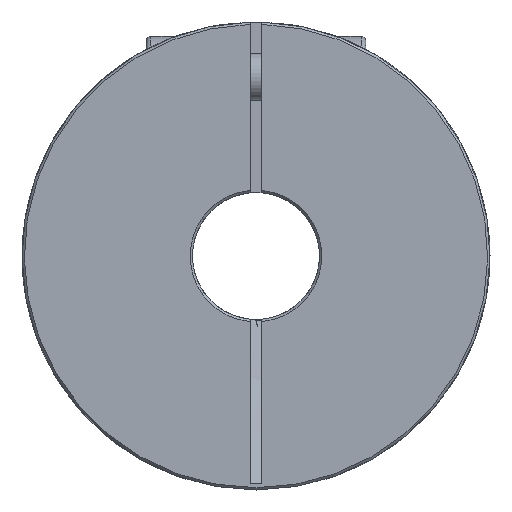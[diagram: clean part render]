
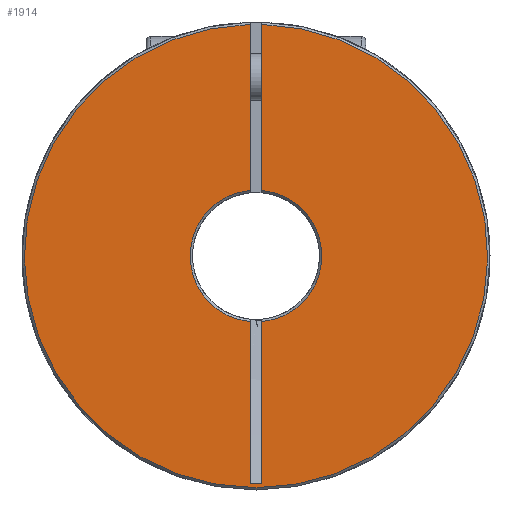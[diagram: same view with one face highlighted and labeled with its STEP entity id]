
A CAD part, left-side view. The second image highlights one B-rep face of the part: STEP entity #1914.
In plain terms, the highlighted planar face has unit normal (-1, 0, 0).
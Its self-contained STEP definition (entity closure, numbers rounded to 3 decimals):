
#124=LINE('',#3097,#204);
#127=LINE('',#3108,#207);
#130=LINE('',#3135,#210);
#135=LINE('',#3157,#215);
#136=LINE('',#3165,#216);
#204=VECTOR('',#2394,1000.);
#207=VECTOR('',#2399,1000.);
#210=VECTOR('',#2408,1000.);
#215=VECTOR('',#2417,1000.);
#216=VECTOR('',#2420,1000.);
#361=ORIENTED_EDGE('',*,*,#818,.T.);
#362=ORIENTED_EDGE('',*,*,#773,.F.);
#363=ORIENTED_EDGE('',*,*,#781,.F.);
#364=ORIENTED_EDGE('',*,*,#791,.T.);
#365=ORIENTED_EDGE('',*,*,#819,.T.);
#366=ORIENTED_EDGE('',*,*,#789,.T.);
#367=ORIENTED_EDGE('',*,*,#820,.F.);
#368=ORIENTED_EDGE('',*,*,#769,.F.);
#769=EDGE_CURVE('',#1002,#1003,#124,.T.);
#773=EDGE_CURVE('',#1006,#1007,#127,.T.);
#781=EDGE_CURVE('',#1014,#1006,#130,.T.);
#789=EDGE_CURVE('',#1017,#1021,#135,.T.);
#791=EDGE_CURVE('',#1014,#1022,#136,.T.);
#818=EDGE_CURVE('',#1002,#1007,#1184,.T.);
#819=EDGE_CURVE('',#1022,#1017,#1185,.T.);
#820=EDGE_CURVE('',#1003,#1021,#1186,.T.);
#1002=VERTEX_POINT('',#3096);
#1003=VERTEX_POINT('',#3098);
#1006=VERTEX_POINT('',#3109);
#1007=VERTEX_POINT('',#3110);
#1014=VERTEX_POINT('',#3134);
#1017=VERTEX_POINT('',#3145);
#1021=VERTEX_POINT('',#3156);
#1022=VERTEX_POINT('',#3163);
#1184=CIRCLE('',#2102,5.7);
#1185=CIRCLE('',#2103,5.7);
#1186=CIRCLE('',#2104,20.05);
#1327=EDGE_LOOP('',(#361,#362,#363,#364,#365,#366,#367,#368));
#1584=FACE_BOUND('',#1327,.T.);
#1822=PLANE('',#2101);
#1914=ADVANCED_FACE('',(#1584),#1822,.F.);
#2101=AXIS2_PLACEMENT_3D('',#3300,#2468,#2469);
#2102=AXIS2_PLACEMENT_3D('',#3301,#2470,#2471);
#2103=AXIS2_PLACEMENT_3D('',#3302,#2472,#2473);
#2104=AXIS2_PLACEMENT_3D('',#3303,#2474,#2475);
#2394=DIRECTION('',(0.,0.,1.));
#2399=DIRECTION('',(0.,0.,1.));
#2408=DIRECTION('',(0.,-1.,0.));
#2417=DIRECTION('',(0.,0.,1.));
#2420=DIRECTION('',(0.,0.,1.));
#2468=DIRECTION('',(1.,0.,0.));
#2469=DIRECTION('',(0.,0.,-1.));
#2470=DIRECTION('',(1.,0.,0.));
#2471=DIRECTION('',(0.,0.,-1.));
#2472=DIRECTION('',(1.,0.,0.));
#2473=DIRECTION('',(0.,0.,-1.));
#2474=DIRECTION('',(1.,0.,0.));
#2475=DIRECTION('',(0.,0.,-1.));
#3096=CARTESIAN_POINT('',(0.,-0.5,5.678));
#3097=CARTESIAN_POINT('',(0.,-0.5,-19.712));
#3098=CARTESIAN_POINT('',(0.,-0.5,20.044));
#3108=CARTESIAN_POINT('',(0.,-0.5,-19.712));
#3109=CARTESIAN_POINT('',(0.,-0.5,-19.712));
#3110=CARTESIAN_POINT('',(0.,-0.5,-5.678));
#3134=CARTESIAN_POINT('',(0.,0.5,-19.712));
#3135=CARTESIAN_POINT('',(0.,0.5,-19.712));
#3145=CARTESIAN_POINT('',(0.,0.5,5.678));
#3156=CARTESIAN_POINT('',(0.,0.5,20.044));
#3157=CARTESIAN_POINT('',(0.,0.5,-19.712));
#3163=CARTESIAN_POINT('',(0.,0.5,-5.678));
#3165=CARTESIAN_POINT('',(0.,0.5,-19.712));
#3300=CARTESIAN_POINT('',(0.,0.,0.));
#3301=CARTESIAN_POINT('',(0.,0.,0.));
#3302=CARTESIAN_POINT('',(0.,0.,0.));
#3303=CARTESIAN_POINT('',(0.,0.,0.));
